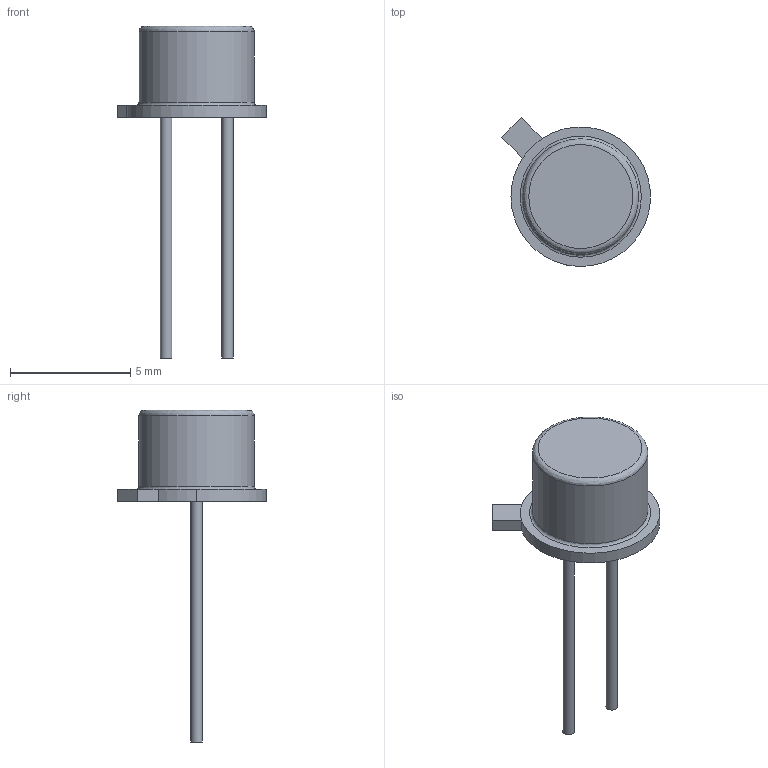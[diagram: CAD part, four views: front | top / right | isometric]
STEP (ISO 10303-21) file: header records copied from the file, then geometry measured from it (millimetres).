
FILE_DESCRIPTION(('FreeCAD Model'),'2;1');
FILE_NAME( 'TO-52-2.step' ,'2017-11-26T14:59:26',('kicad StepUp'),('ksu MCAD'), 'Open CASCADE STEP processor 6.8','FreeCAD','Unknown');
FILE_SCHEMA(('AUTOMOTIVE_DESIGN_CC2 { 1 2 10303 214 -1 1 5 4 }'));
Length unit declared in the file: millimetre
Products named in the file (1): TO-52-2
Bounding box: 6.18 x 6.19 x 13.8 mm (x, y, z)
Volume: 77.1 mm3; surface area: 143.5 mm2
Topology: 1 solids, 1 shells, 18 faces, 34 edges, 20 vertices
Faces by surface type: plane 10, cylinder 5, revolution 2, cone 1
Full cylindrical faces by diameter (mm): 0.48 x2, 4.8 x1
Entity records: 349 total; most frequent: ORIENTED_EDGE 58, CARTESIAN_POINT 36, EDGE_CURVE 34, DIRECTION 22, AXIS2_PLACEMENT_3D 21, FACE_BOUND 20, EDGE_LOOP 20, VERTEX_POINT 20
